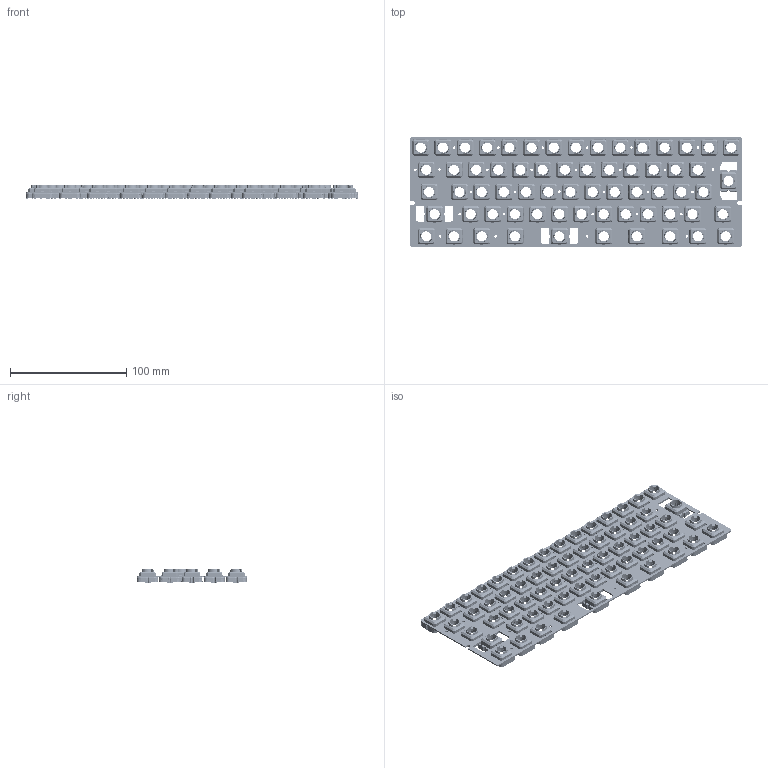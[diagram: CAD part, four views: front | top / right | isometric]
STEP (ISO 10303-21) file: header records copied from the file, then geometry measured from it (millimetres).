
FILE_DESCRIPTION(('KiCad electronic assembly'),'2;1');
FILE_NAME('EC60_JIS_Plate.step','2022-08-24T14:54:49',('Pcbnew'),( 'Kicad'),'Open CASCADE STEP processor 7.6','KiCad to STEP converter' ,'Unknown');
FILE_SCHEMA(('AUTOMOTIVE_DESIGN { 1 0 10303 214 1 1 1 1 }'));
Length unit declared in the file: millimetre
Products named in the file (4): EC60_JIS_Plate 1; Topre_Housing; SOLID; JIS_Plate PCB
Assembly tree (67 placements, depth 3):
  EC60_JIS_Plate 1
    Topre_Housing  x65
      SOLID
    JIS_Plate PCB
Bounding box: 285.2 x 94.6 x 11.7 mm (x, y, z)
Volume: 61990.2 mm3; surface area: 142362.1 mm2
Topology: 66 solids, 66 shells, 15459 faces, 40781 edges, 24934 vertices
Faces by surface type: bspline 14885, plane 537, cylinder 37
Full cylindrical faces by diameter (mm): 2.2 x29
Entity records: 58575 total; most frequent: CARTESIAN_POINT 16079, DIRECTION 6432, LINE 5000, VECTOR 5000, ORIENTED_EDGE 4618, PCURVE 4618, DEFINITIONAL_REPRESENTATION 4618, EDGE_CURVE 2309
